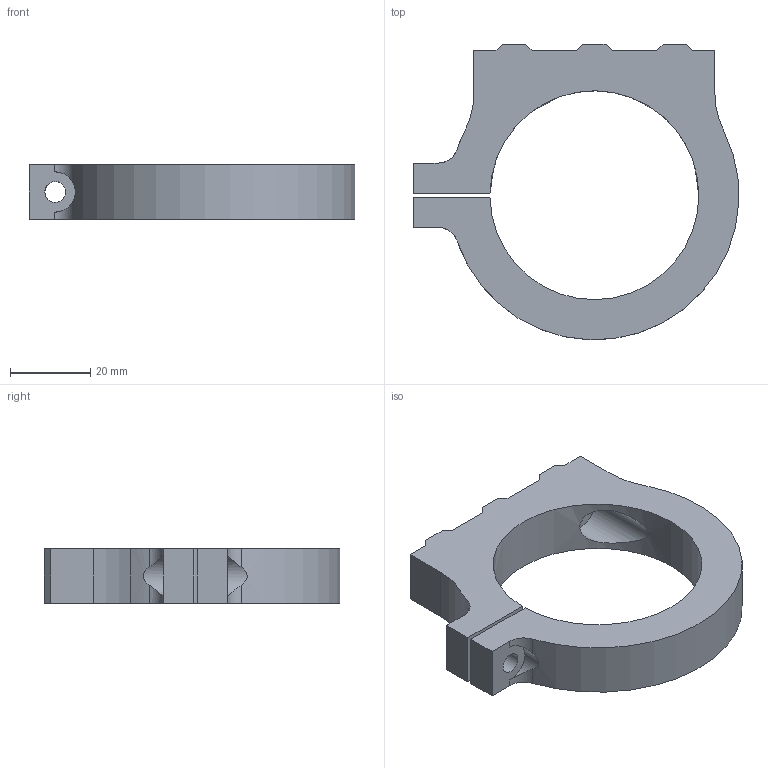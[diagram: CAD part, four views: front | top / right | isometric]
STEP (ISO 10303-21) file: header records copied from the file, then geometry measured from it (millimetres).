
FILE_DESCRIPTION( ( '' ), ' ' );
FILE_NAME( '55237d76e4b0667588915881.step', '2015-04-07T06:47:18', ( '' ), ( '' ), ' ', ' ', ' ' );
FILE_SCHEMA( ( 'AUTOMOTIVE_DESIGN { 1 0 10303 214 1 1 1 1 }' ) );
Length unit declared in the file: metre
Products named in the file (1): 52mm-Spindle-Mount
Bounding box: 81.05 x 73.57 x 13.5 mm (x, y, z)
Volume: 30095.2 mm3; surface area: 12187.7 mm2
Topology: 1 solids, 1 shells, 42 faces, 120 edges, 82 vertices
Faces by surface type: plane 25, cylinder 17
Full cylindrical faces by diameter (mm): 5.2 x4, 10 x2
Entity records: 1571 total; most frequent: CARTESIAN_POINT 489, ORIENTED_EDGE 216, DIRECTION 212, EDGE_CURVE 108, VERTEX_POINT 76, LINE 74, VECTOR 74, AXIS2_PLACEMENT_3D 69
